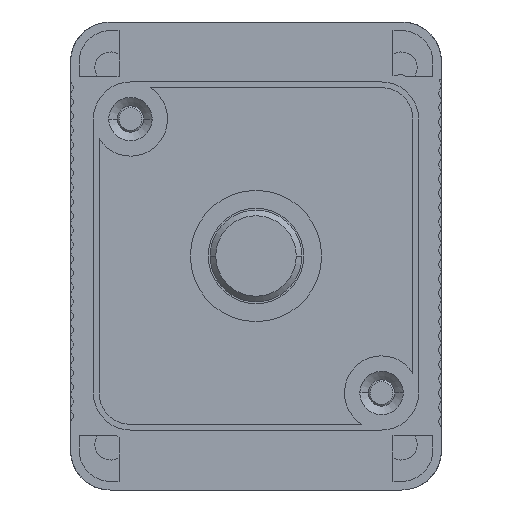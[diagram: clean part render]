
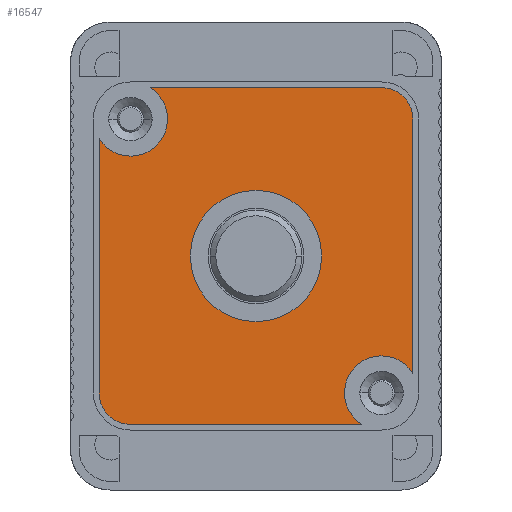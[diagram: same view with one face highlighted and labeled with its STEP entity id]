
A CAD part, front view. The second image highlights one B-rep face of the part: STEP entity #16547.
In plain terms, the highlighted planar face has unit normal (0, -1, 0).
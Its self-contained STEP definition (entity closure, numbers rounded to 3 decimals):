
#7055=CARTESIAN_POINT('',(28.517,-34.327,19.588));
#7056=DIRECTION('',(0.,1.,0.));
#7057=DIRECTION('',(0.,0.,1.));
#7058=AXIS2_PLACEMENT_3D('',#7055,#7056,#7057);
#7063=CARTESIAN_POINT('',(28.517,-34.327,
-28.412));
#7064=DIRECTION('',(0.,-1.,0.));
#7065=DIRECTION('',(0.846,0.,0.533));
#7066=AXIS2_PLACEMENT_3D('',#7063,#7064,#7065);
#7071=DIRECTION('',(-1.,0.,0.));
#7072=VECTOR('',#7071,40.536);
#7073=CARTESIAN_POINT('',(25.053,-34.327,
-33.912));
#7074=LINE('',#7073,#7072);
#7078=CARTESIAN_POINT('',(-15.483,-34.327,
-28.412));
#7079=DIRECTION('',(0.,1.,0.));
#7080=DIRECTION('',(0.,0.,-1.));
#7081=AXIS2_PLACEMENT_3D('',#7078,#7079,#7080);
#7086=DIRECTION('',(1.,0.,0.));
#7087=VECTOR('',#7086,40.536);
#7088=CARTESIAN_POINT('',(-12.019,-34.327,
25.088));
#7089=LINE('',#7088,#7087);
#8043=CARTESIAN_POINT('',(-15.483,-34.327,
19.588));
#8044=DIRECTION('',(0.,1.,0.));
#8045=DIRECTION('',(0.533,0.,0.846));
#8046=AXIS2_PLACEMENT_3D('',#8043,#8044,#8045);
#8087=DIRECTION('',(0.,0.,1.));
#8088=VECTOR('',#8087,44.536);
#8089=CARTESIAN_POINT('',(-20.983,-34.327,
-28.412));
#8090=LINE('',#8089,#8088);
#8442=DIRECTION('',(0.,0.,-1.));
#8443=VECTOR('',#8442,44.536);
#8444=CARTESIAN_POINT('',(34.017,-34.327,19.588));
#8445=LINE('',#8444,#8443);
#8456=CARTESIAN_POINT('',(6.517,-34.327,
-4.412));
#8457=DIRECTION('',(0.,-1.,0.));
#8458=DIRECTION('',(1.,0.,0.));
#8459=AXIS2_PLACEMENT_3D('',#8456,#8457,#8458);
#8471=CARTESIAN_POINT('',(6.517,-34.327,
-4.412));
#8472=DIRECTION('',(0.,-1.,0.));
#8473=DIRECTION('',(-1.,0.,0.));
#8474=AXIS2_PLACEMENT_3D('',#8471,#8472,#8473);
#12844=CARTESIAN_POINT('',(-15.483,-34.327,
-33.912));
#12845=VERTEX_POINT('',#12844);
#12846=CARTESIAN_POINT('',(28.517,-34.327,
25.088));
#12847=VERTEX_POINT('',#12846);
#12860=CARTESIAN_POINT('',(25.053,-34.327,
-33.912));
#12861=VERTEX_POINT('',#12860);
#12906=CARTESIAN_POINT('',(-12.019,-34.327,
25.088));
#12907=CARTESIAN_POINT('',(-20.983,-34.327,
16.124));
#12908=VERTEX_POINT('',#12906);
#12909=VERTEX_POINT('',#12907);
#12918=CARTESIAN_POINT('',(-20.983,-34.327,
-28.412));
#12919=VERTEX_POINT('',#12918);
#12920=CARTESIAN_POINT('',(34.017,-34.327,
19.588));
#12921=CARTESIAN_POINT('',(34.017,-34.327,
-24.948));
#12922=VERTEX_POINT('',#12920);
#12923=VERTEX_POINT('',#12921);
#12924=CARTESIAN_POINT('',(18.017,-34.327,
-4.412));
#12925=CARTESIAN_POINT('',(-4.983,-34.327,
-4.412));
#12926=VERTEX_POINT('',#12924);
#12927=VERTEX_POINT('',#12925);
#16518=CARTESIAN_POINT('',(0.,-34.327,0.));
#16519=DIRECTION('',(0.,-1.,0.));
#16520=DIRECTION('',(1.,0.,0.));
#16521=AXIS2_PLACEMENT_3D('',#16518,#16519,#16520);
#16522=PLANE('',#16521);
#16524=ORIENTED_EDGE('',*,*,#16523,.T.);
#16526=ORIENTED_EDGE('',*,*,#16525,.T.);
#16528=ORIENTED_EDGE('',*,*,#16527,.T.);
#16530=ORIENTED_EDGE('',*,*,#16529,.T.);
#16532=ORIENTED_EDGE('',*,*,#16531,.T.);
#16534=ORIENTED_EDGE('',*,*,#16533,.T.);
#16536=ORIENTED_EDGE('',*,*,#16535,.F.);
#16538=ORIENTED_EDGE('',*,*,#16537,.T.);
#16539=EDGE_LOOP('',(#16524,#16526,#16528,#16530,#16532,#16534,#16536,#16538));
#16540=FACE_OUTER_BOUND('',#16539,.F.);
#16542=ORIENTED_EDGE('',*,*,#16541,.T.);
#16544=ORIENTED_EDGE('',*,*,#16543,.T.);
#16545=EDGE_LOOP('',(#16542,#16544));
#16546=FACE_BOUND('',#16545,.F.);
#7059=CIRCLE('',#7058,5.5);
#7067=CIRCLE('',#7066,6.5);
#7082=CIRCLE('',#7081,5.5);
#8047=CIRCLE('',#8046,6.5);
#8460=CIRCLE('',#8459,11.5);
#8475=CIRCLE('',#8474,11.5);
#16523=EDGE_CURVE('',#12847,#12922,#7059,.T.);
#16525=EDGE_CURVE('',#12922,#12923,#8445,.T.);
#16527=EDGE_CURVE('',#12923,#12861,#7067,.T.);
#16529=EDGE_CURVE('',#12861,#12845,#7074,.T.);
#16531=EDGE_CURVE('',#12845,#12919,#7082,.T.);
#16533=EDGE_CURVE('',#12919,#12909,#8090,.T.);
#16535=EDGE_CURVE('',#12908,#12909,#8047,.T.);
#16537=EDGE_CURVE('',#12908,#12847,#7089,.T.);
#16541=EDGE_CURVE('',#12926,#12927,#8460,.T.);
#16543=EDGE_CURVE('',#12927,#12926,#8475,.T.);
#16547=ADVANCED_FACE('',(#16540,#16546),#16522,.T.);
